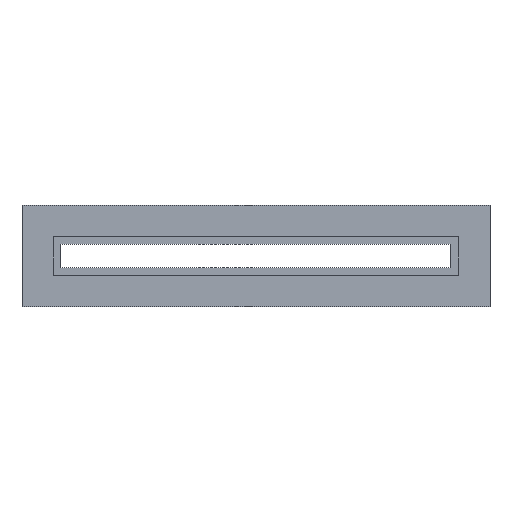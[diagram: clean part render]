
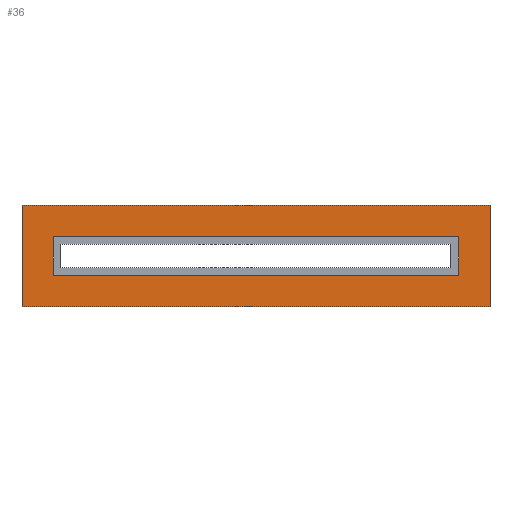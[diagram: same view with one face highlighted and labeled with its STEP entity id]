
A CAD part, top view. The second image highlights one B-rep face of the part: STEP entity #36.
In plain terms, the highlighted planar face has unit normal (0, 0, 1).
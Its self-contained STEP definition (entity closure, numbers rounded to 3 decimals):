
#36=ADVANCED_FACE('',(#68,#58),#226,.T.);
#58=FACE_OUTER_BOUND('',#92,.F.);
#68=FACE_BOUND('',#91,.F.);
#91=EDGE_LOOP('',(#185,#186,#187,#188));
#92=EDGE_LOOP('',(#189,#190,#191,#192));
#185=ORIENTED_EDGE('',*,*,#243,.T.);
#186=ORIENTED_EDGE('',*,*,#246,.T.);
#187=ORIENTED_EDGE('',*,*,#245,.T.);
#188=ORIENTED_EDGE('',*,*,#244,.T.);
#189=ORIENTED_EDGE('',*,*,#287,.F.);
#190=ORIENTED_EDGE('',*,*,#288,.F.);
#191=ORIENTED_EDGE('',*,*,#289,.F.);
#192=ORIENTED_EDGE('',*,*,#290,.F.);
#226=PLANE('',#493);
#243=EDGE_CURVE('',#442,#441,#299,.T.);
#244=EDGE_CURVE('',#440,#442,#300,.T.);
#245=EDGE_CURVE('',#439,#440,#301,.T.);
#246=EDGE_CURVE('',#441,#439,#302,.T.);
#287=EDGE_CURVE('',#410,#409,#343,.T.);
#288=EDGE_CURVE('',#408,#410,#344,.T.);
#289=EDGE_CURVE('',#407,#408,#345,.T.);
#290=EDGE_CURVE('',#409,#407,#346,.T.);
#299=LINE('',#654,#355);
#300=LINE('',#655,#356);
#301=LINE('',#656,#357);
#302=LINE('',#657,#358);
#343=LINE('',#698,#399);
#344=LINE('',#699,#400);
#345=LINE('',#700,#401);
#346=LINE('',#701,#402);
#355=VECTOR('',#508,5.);
#356=VECTOR('',#509,52.);
#357=VECTOR('',#510,5.);
#358=VECTOR('',#511,52.);
#399=VECTOR('',#552,13.);
#400=VECTOR('',#553,60.);
#401=VECTOR('',#554,13.);
#402=VECTOR('',#555,60.);
#407=VERTEX_POINT('',#610);
#408=VERTEX_POINT('',#611);
#409=VERTEX_POINT('',#612);
#410=VERTEX_POINT('',#613);
#439=VERTEX_POINT('',#642);
#440=VERTEX_POINT('',#643);
#441=VERTEX_POINT('',#644);
#442=VERTEX_POINT('',#645);
#493=AXIS2_PLACEMENT_3D('',#723,#594,#595);
#508=DIRECTION('',(0.,-1.,0.));
#509=DIRECTION('',(-1.,0.,0.));
#510=DIRECTION('',(0.,1.,0.));
#511=DIRECTION('',(1.,0.,0.));
#552=DIRECTION('',(0.,-1.,0.));
#553=DIRECTION('',(-1.,0.,0.));
#554=DIRECTION('',(0.,1.,0.));
#555=DIRECTION('',(1.,0.,0.));
#594=DIRECTION('',(0.,0.,1.));
#595=DIRECTION('',(1.,0.,0.));
#610=CARTESIAN_POINT('',(4.,-4.,5.98));
#611=CARTESIAN_POINT('',(4.,9.,5.98));
#612=CARTESIAN_POINT('',(-56.,-4.,5.98));
#613=CARTESIAN_POINT('',(-56.,9.,5.98));
#642=CARTESIAN_POINT('',(0.,0.,5.98));
#643=CARTESIAN_POINT('',(0.,5.,5.98));
#644=CARTESIAN_POINT('',(-52.,0.,5.98));
#645=CARTESIAN_POINT('',(-52.,5.,5.98));
#654=CARTESIAN_POINT('',(-52.,5.,5.98));
#655=CARTESIAN_POINT('',(0.,5.,5.98));
#656=CARTESIAN_POINT('',(0.,0.,5.98));
#657=CARTESIAN_POINT('',(-52.,0.,5.98));
#698=CARTESIAN_POINT('',(-56.,9.,5.98));
#699=CARTESIAN_POINT('',(4.,9.,5.98));
#700=CARTESIAN_POINT('',(4.,-4.,5.98));
#701=CARTESIAN_POINT('',(-56.,-4.,5.98));
#723=CARTESIAN_POINT('',(-56.6,-4.6,5.98));
